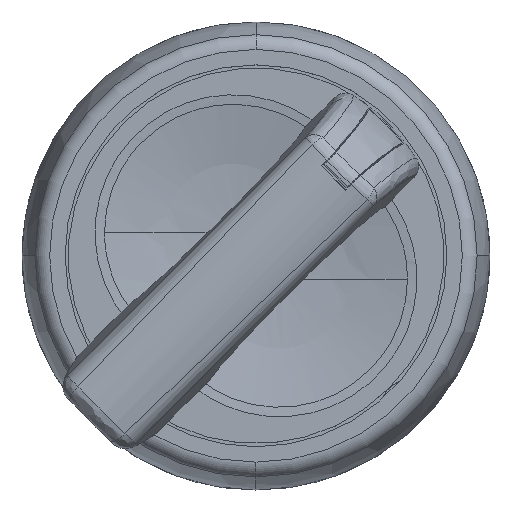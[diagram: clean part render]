
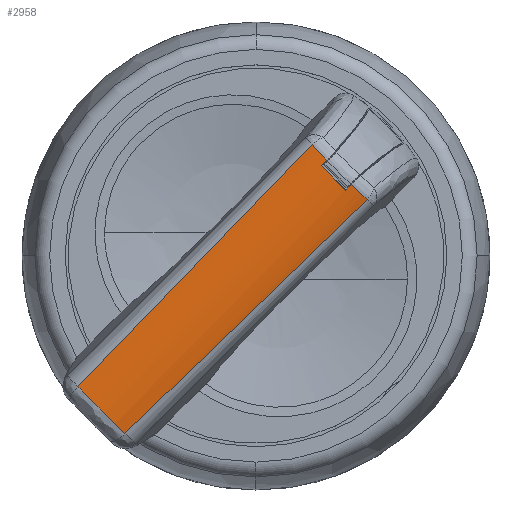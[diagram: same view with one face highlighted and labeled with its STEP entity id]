
A CAD part, top view. The second image highlights one B-rep face of the part: STEP entity #2958.
In plain terms, the highlighted cylindrical face has radius 6 mm (diameter 12 mm), a partial arc.
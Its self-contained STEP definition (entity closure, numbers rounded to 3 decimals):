
#2958=ADVANCED_FACE('Solide.4 (  de JELE 13790 : issu de *SOL5 - wsp *MASTER -  ) ( Brep de *SOL5 )',(#6575),#6576,.T.);
#6575=FACE_OUTER_BOUND('',#15617,.T.);
#6576=CYLINDRICAL_SURFACE('',#15618,6.0);
#15617=EDGE_LOOP('',(#27380,#27381,#27382,#27383,#27384,#27385,#27386,#27387));
#15618=AXIS2_PLACEMENT_3D('',#27388,#27389,#27390);
#27380=ORIENTED_EDGE('',*,*,#34741,.F.);
#27381=ORIENTED_EDGE('',*,*,#35908,.T.);
#27382=ORIENTED_EDGE('',*,*,#35909,.F.);
#27383=ORIENTED_EDGE('',*,*,#33908,.T.);
#27384=ORIENTED_EDGE('',*,*,#35910,.F.);
#27385=ORIENTED_EDGE('',*,*,#35911,.F.);
#27386=ORIENTED_EDGE('',*,*,#35912,.F.);
#27387=ORIENTED_EDGE('',*,*,#34661,.T.);
#27388=CARTESIAN_POINT('',(-14.142,-14.142,38.4));
#27389=DIRECTION('',(-0.707,-0.707,0.));
#27390=DIRECTION('',(-0.359,0.359,0.862));
#33908=EDGE_CURVE('Solide.4 (  de JELE 13790 : issu de *SOL5 - wsp *MASTER -  ) ( Brep de *SOL5 )',#39390,#39388,#39391,.T.);
#34661=EDGE_CURVE('Solide.4 (  de JELE 13790 : issu de *SOL5 - wsp *MASTER -  ) ( Brep de *SOL5 )',#40541,#40539,#40542,.T.);
#34741=EDGE_CURVE('Solide.4 (  de JELE 13790 : issu de *SOL5 - wsp *MASTER -  ) ( Brep de *SOL5 )',#38402,#40539,#40665,.T.);
#35908=EDGE_CURVE('Solide.4 (  de JELE 13790 : issu de *SOL5 - wsp *MASTER -  ) ( Brep de *SOL5 )',#38402,#42299,#42300,.T.);
#35909=EDGE_CURVE('Solide.4 (  de JELE 13790 : issu de *SOL5 - wsp *MASTER -  ) ( Brep de *SOL5 )',#39390,#42299,#42301,.T.);
#35910=EDGE_CURVE('Solide.4 (  de JELE 13790 : issu de *SOL5 - wsp *MASTER -  ) ( Brep de *SOL5 )',#42302,#39388,#42303,.T.);
#35911=EDGE_CURVE('Solide.4 (  de JELE 13790 : issu de *SOL5 - wsp *MASTER -  ) ( Brep de *SOL5 )',#42304,#42302,#42305,.T.);
#35912=EDGE_CURVE('Solide.4 (  de JELE 13790 : issu de *SOL5 - wsp *MASTER -  ) ( Brep de *SOL5 )',#40541,#42304,#42306,.T.);
#38402=VERTEX_POINT('',#46146);
#39388=VERTEX_POINT('',#48193);
#39390=VERTEX_POINT('',#48200);
#39391=B_SPLINE_CURVE_WITH_KNOTS('',5,(#48201,#48202,#48203,#48204,#48205,#48206),.UNSPECIFIED.,.F.,.F.,(6,6),(0.0,21.542),.UNSPECIFIED.);
#40539=VERTEX_POINT('',#50465);
#40541=VERTEX_POINT('',#50472);
#40542=LINE('',#50473,#50474);
#40665=B_SPLINE_CURVE_WITH_KNOTS('',3,(#50690,#50691,#50692,#50693),.UNSPECIFIED.,.F.,.F.,(4,4),(0.0,1.463),.UNSPECIFIED.);
#42299=VERTEX_POINT('',#53942);
#42300=B_SPLINE_CURVE_WITH_KNOTS('',5,(#53943,#53944,#53945,#53946,#53947,#53948),.UNSPECIFIED.,.F.,.F.,(6,6),(0.0,21.542),.UNSPECIFIED.);
#42301=B_SPLINE_CURVE_WITH_KNOTS('',4,(#53949,#53950,#53951,#53952,#53953),.UNSPECIFIED.,.F.,.F.,(5,5),(0.0,4.351),.UNSPECIFIED.);
#42302=VERTEX_POINT('',#53954);
#42303=B_SPLINE_CURVE_WITH_KNOTS('',3,(#53955,#53956,#53957,#53958),.UNSPECIFIED.,.F.,.F.,(4,4),(0.0,1.463),.UNSPECIFIED.);
#42304=VERTEX_POINT('',#53959);
#42305=LINE('',#53960,#53961);
#42306=CIRCLE('',#53962,6.0);
#46146=CARTESIAN_POINT('',(3.587,7.111,43.858));
#48193=CARTESIAN_POINT('',(7.111,3.587,43.858));
#48200=CARTESIAN_POINT('',(-8.376,-11.385,44.01));
#48201=CARTESIAN_POINT('',(-8.376,-11.385,44.01));
#48202=CARTESIAN_POINT('',(-5.316,-8.352,44.003));
#48203=CARTESIAN_POINT('',(-2.186,-5.39,43.959));
#48204=CARTESIAN_POINT('',(0.95,-2.437,43.903));
#48205=CARTESIAN_POINT('',(4.058,0.547,43.862));
#48206=CARTESIAN_POINT('',(7.111,3.587,43.858));
#50465=CARTESIAN_POINT('',(4.527,6.086,44.298));
#50472=CARTESIAN_POINT('',(4.17,5.729,44.298));
#50473=CARTESIAN_POINT('',(-0.779,0.779,44.298));
#50474=VECTOR('',#58669,1.0);
#50690=CARTESIAN_POINT('',(3.587,7.111,43.858));
#50691=CARTESIAN_POINT('',(3.88,6.778,44.06));
#50692=CARTESIAN_POINT('',(4.197,6.433,44.208));
#50693=CARTESIAN_POINT('',(4.527,6.086,44.298));
#53942=CARTESIAN_POINT('',(-11.385,-8.376,44.01));
#53943=CARTESIAN_POINT('',(3.587,7.111,43.858));
#53944=CARTESIAN_POINT('',(0.547,4.058,43.862));
#53945=CARTESIAN_POINT('',(-2.438,0.95,43.903));
#53946=CARTESIAN_POINT('',(-5.39,-2.186,43.959));
#53947=CARTESIAN_POINT('',(-8.352,-5.316,44.003));
#53948=CARTESIAN_POINT('',(-11.385,-8.376,44.01));
#53949=CARTESIAN_POINT('',(-8.376,-11.385,44.01));
#53950=CARTESIAN_POINT('',(-9.104,-10.675,44.396));
#53951=CARTESIAN_POINT('',(-9.89,-9.89,44.536));
#53952=CARTESIAN_POINT('',(-10.675,-9.104,44.396));
#53953=CARTESIAN_POINT('',(-11.385,-8.376,44.01));
#53954=CARTESIAN_POINT('',(6.086,4.527,44.298));
#53955=CARTESIAN_POINT('',(6.086,4.527,44.298));
#53956=CARTESIAN_POINT('',(6.433,4.197,44.208));
#53957=CARTESIAN_POINT('',(6.778,3.88,44.06));
#53958=CARTESIAN_POINT('',(7.111,3.587,43.858));
#53959=CARTESIAN_POINT('',(5.729,4.17,44.298));
#53960=CARTESIAN_POINT('',(0.779,-0.779,44.298));
#53961=VECTOR('',#59874,1.0);
#53962=AXIS2_PLACEMENT_3D('',#59875,#59876,#59877);
#58669=DIRECTION('',(0.707,0.707,0.));
#59874=DIRECTION('',(0.707,0.707,0.0));
#59875=CARTESIAN_POINT('',(4.95,4.95,38.4));
#59876=DIRECTION('',(0.707,0.707,0.));
#59877=DIRECTION('',(-0.359,0.359,0.862));
